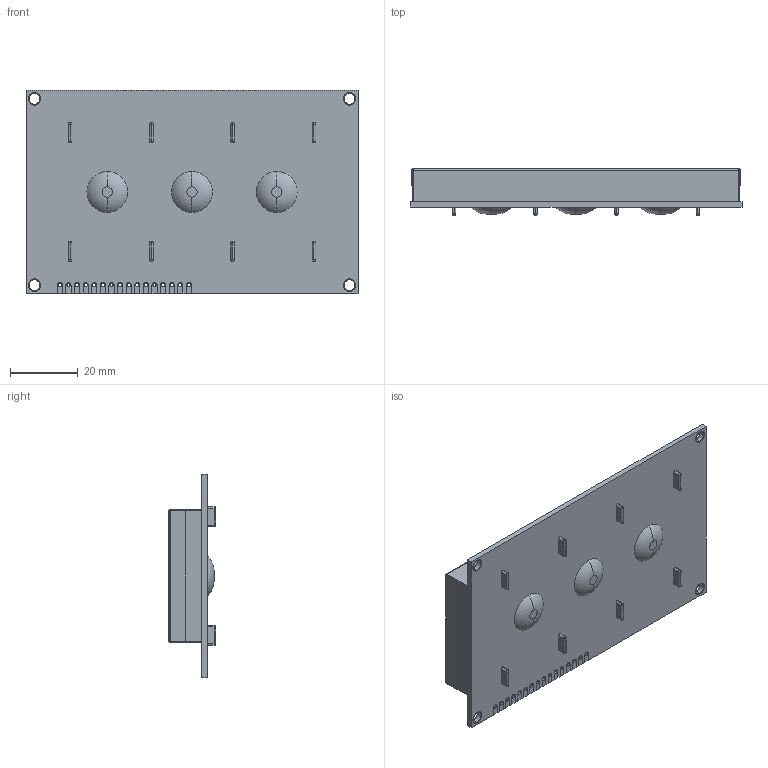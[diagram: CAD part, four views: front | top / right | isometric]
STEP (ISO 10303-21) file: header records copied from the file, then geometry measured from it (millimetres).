
FILE_DESCRIPTION (( 'STEP AP214' ), '1' );
FILE_NAME ('LCD-20X4B.STEP', '2023-01-17T23:17:15', ( '' ), ( '' ), 'SwSTEP 2.0', 'SolidWorks 2021', '' );
FILE_SCHEMA (( 'AUTOMOTIVE_DESIGN' ));
Length unit declared in the file: millimetre
Products named in the file (1): LCD-20X4B
Bounding box: 98 x 14 x 60 mm (x, y, z)
Volume: 45653.3 mm3; surface area: 36643.7 mm2
Topology: 35 solids, 35 shells, 479 faces, 1146 edges, 696 vertices
Faces by surface type: plane 217, cylinder 204, sphere 36, torus 14, bspline 8
Entity records: 14170 total; most frequent: CARTESIAN_POINT 2542, DIRECTION 2464, ORIENTED_EDGE 2204, EDGE_CURVE 1102, AXIS2_PLACEMENT_3D 906, VERTEX_POINT 696, VECTOR 652, LINE 652
